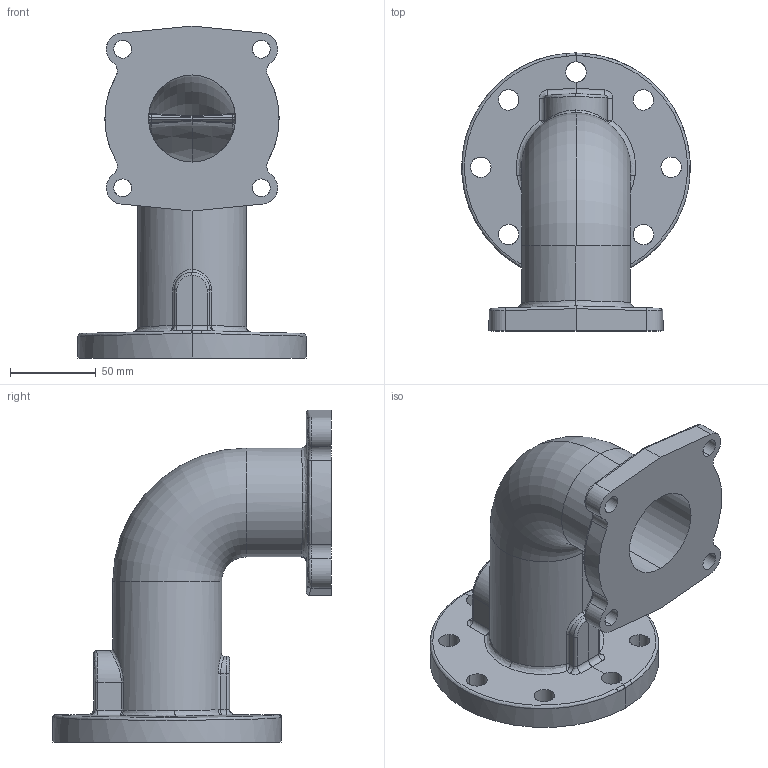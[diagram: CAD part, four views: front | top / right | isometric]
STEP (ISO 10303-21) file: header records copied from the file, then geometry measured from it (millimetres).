
FILE_DESCRIPTION((''),'2;1');
FILE_NAME('D40034','2017-07-18T',('sobrien2'),(''),'CREO PARAMETRIC BY PTC INC, 2015290','CREO PARAMETRIC BY PTC INC, 2015290','');
FILE_SCHEMA(('CONFIG_CONTROL_DESIGN'));
Length unit declared in the file: inch
Products named in the file (1): D40034
Bounding box: 133.35 x 162.33 x 193.68 mm (x, y, z)
Volume: 516164 mm3; surface area: 133853.1 mm2
Topology: 1 solids, 1 shells, 212 faces, 504 edges, 292 vertices
Faces by surface type: cylinder 90, bspline 66, plane 36, torus 12, cone 8
Entity records: 10191 total; most frequent: CARTESIAN_POINT 5735, ORIENTED_EDGE 1008, DIRECTION 788, EDGE_CURVE 504, AXIS2_PLACEMENT_3D 310, VERTEX_POINT 292, EDGE_LOOP 238, FACE_OUTER_BOUND 212
